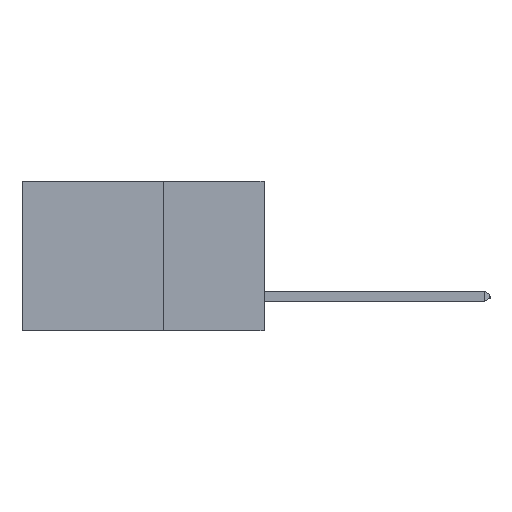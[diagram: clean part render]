
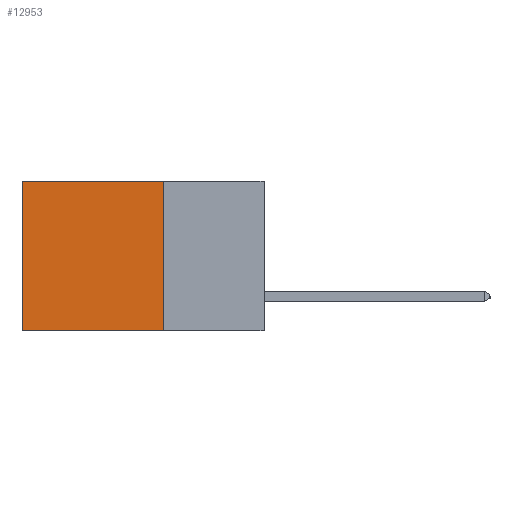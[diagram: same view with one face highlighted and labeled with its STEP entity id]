
A CAD part, left-side view. The second image highlights one B-rep face of the part: STEP entity #12953.
In plain terms, the highlighted planar face has unit normal (-1, 0, 0).
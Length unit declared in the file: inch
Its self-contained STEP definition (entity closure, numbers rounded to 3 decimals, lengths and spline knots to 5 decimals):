
#169 = EDGE_CURVE ( 'NONE', #15863, #9025, #16620, .T. ) ;
#402 = CARTESIAN_POINT ( 'NONE',  ( 0.298, 0.25, 0. ) ) ;
#2759 = CARTESIAN_POINT ( 'NONE',  ( 0.298, 0.25, -0.37 ) ) ;
#3465 = VERTEX_POINT ( 'NONE', #4557 ) ;
#3540 = DIRECTION ( 'NONE',  ( 0., 1., 0. ) ) ;
#3554 = ORIENTED_EDGE ( 'NONE', *, *, #10931, .F. ) ;
#3783 = CARTESIAN_POINT ( 'NONE',  ( 0.298, 0.25, 0. ) ) ;
#4427 = DIRECTION ( 'NONE',  ( 1., 0., 0. ) ) ;
#4475 = VECTOR ( 'NONE', #9144, 39.37008 ) ;
#4557 = CARTESIAN_POINT ( 'NONE',  ( 0.298, 0.6, -0.37 ) ) ;
#4757 = VECTOR ( 'NONE', #3540, 39.37008 ) ;
#5236 = FACE_OUTER_BOUND ( 'NONE', #9220, .T. ) ;
#5428 = CARTESIAN_POINT ( 'NONE',  ( 0.298, 0.6, 0. ) ) ;
#6401 = EDGE_CURVE ( 'NONE', #7994, #3465, #6871, .T. ) ;
#6696 = ORIENTED_EDGE ( 'NONE', *, *, #6401, .F. ) ;
#6871 = LINE ( 'NONE', #2759, #18264 ) ;
#7099 = LINE ( 'NONE', #5428, #11168 ) ;
#7387 = CARTESIAN_POINT ( 'NONE',  ( 0.298, 0.6, 0. ) ) ;
#7994 = VERTEX_POINT ( 'NONE', #18392 ) ;
#8647 = LINE ( 'NONE', #19961, #4475 ) ;
#8655 = DIRECTION ( 'NONE',  ( 0., 0., -1. ) ) ;
#9025 = VERTEX_POINT ( 'NONE', #7387 ) ;
#9144 = DIRECTION ( 'NONE',  ( 0., 0., -1. ) ) ;
#9220 = EDGE_LOOP ( 'NONE', ( #10148, #6696, #3554, #10201 ) ) ;
#10148 = ORIENTED_EDGE ( 'NONE', *, *, #15372, .T. ) ;
#10201 = ORIENTED_EDGE ( 'NONE', *, *, #169, .T. ) ;
#10579 = CARTESIAN_POINT ( 'NONE',  ( 0.298, 0.25, 0. ) ) ;
#10931 = EDGE_CURVE ( 'NONE', #15863, #7994, #8647, .T. ) ;
#11168 = VECTOR ( 'NONE', #8655, 39.37008 ) ;
#12953 = ADVANCED_FACE ( 'NONE', ( #5236 ), #19878, .F. ) ;
#15225 = DIRECTION ( 'NONE',  ( 0., 0., -1. ) ) ;
#15372 = EDGE_CURVE ( 'NONE', #9025, #3465, #7099, .T. ) ;
#15863 = VERTEX_POINT ( 'NONE', #402 ) ;
#16620 = LINE ( 'NONE', #3783, #4757 ) ;
#16719 = AXIS2_PLACEMENT_3D ( 'NONE', #10579, #4427, #15225 ) ;
#18262 = DIRECTION ( 'NONE',  ( 0., 1., 0. ) ) ;
#18264 = VECTOR ( 'NONE', #18262, 39.37008 ) ;
#18392 = CARTESIAN_POINT ( 'NONE',  ( 0.298, 0.25, -0.37 ) ) ;
#19878 = PLANE ( 'NONE',  #16719 ) ;
#19961 = CARTESIAN_POINT ( 'NONE',  ( 0.298, 0.25, 0. ) ) ;
